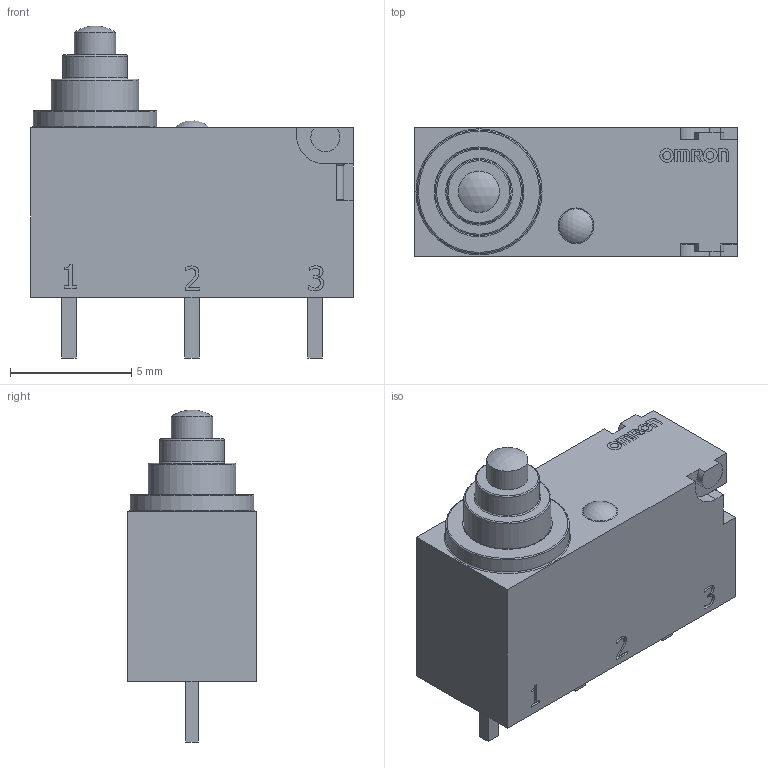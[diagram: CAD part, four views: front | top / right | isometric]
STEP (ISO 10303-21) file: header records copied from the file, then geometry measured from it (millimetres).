
FILE_DESCRIPTION(/* description */ (''),/* implementation_level */ '2;1');
FILE_NAME(/* name */ 'D2HW_A201D.stp',/* time_stamp */ '2021-04-08T21:02:58+02:00',/* author */ ('pc'),/* organization */ (''),/* preprocessor_version */ 'ST-DEVELOPER v17',/* originating_system */ 'Autodesk Inventor 2019',/* authorisation */ '');
FILE_SCHEMA (('AUTOMOTIVE_DESIGN { 1 0 10303 214 3 1 1 }'));
Length unit declared in the file: millimetre
Products named in the file (7): D2HW_A201D; D2HW_A201D_1; D2HW_A201D_ACTUATOR; D2HW_A201D_BASE; 1; 2; Omron
Assembly tree (6 placements, depth 3):
  D2HW_A201D
    D2HW_A201D_1
      D2HW_A201D_ACTUATOR
      D2HW_A201D_BASE
      1
      2
    Omron
Bounding box: 13.3 x 5.3 x 13.69 mm (x, y, z)
Volume: 489.3 mm3; surface area: 580.5 mm2
Topology: 11 solids, 11 shells, 182 faces, 485 edges, 328 vertices
Faces by surface type: plane 116, bspline 31, cylinder 21, torus 12, sphere 2
Full cylindrical faces by diameter (mm): 0.314 x1, 0.327 x1, 0.572 x1, 0.578 x1, 0.6 x2, 1.7 x1, 2.65 x1, 3.6 x2, 5.1 x1
Entity records: 6144 total; most frequent: CARTESIAN_POINT 1431, ORIENTED_EDGE 970, DIRECTION 851, EDGE_CURVE 485, VERTEX_POINT 328, LINE 315, VECTOR 315, AXIS2_PLACEMENT_3D 268
